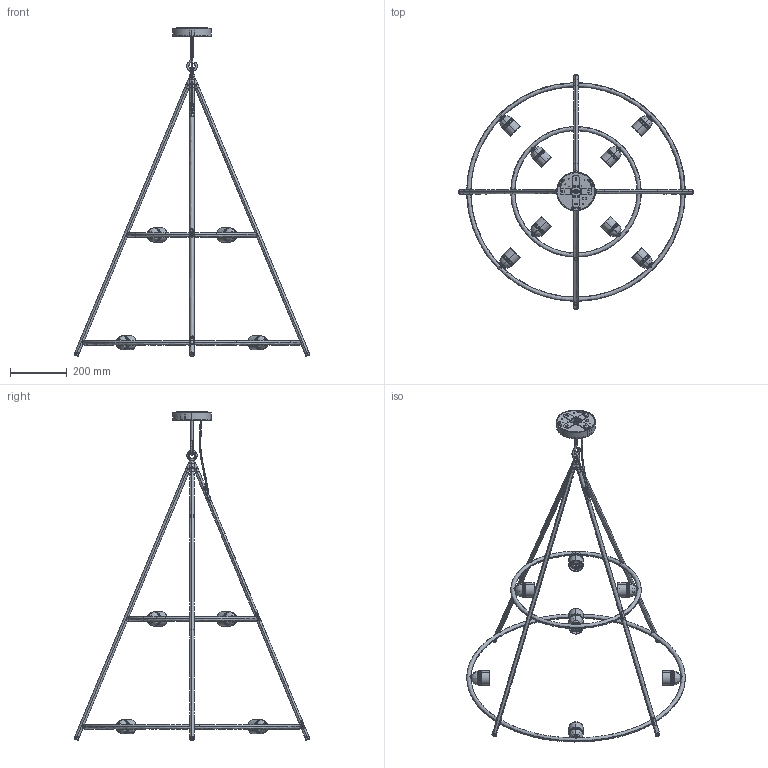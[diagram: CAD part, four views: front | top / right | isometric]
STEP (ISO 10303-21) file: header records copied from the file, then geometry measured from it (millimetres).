
FILE_DESCRIPTION(/* description */ (''),/* implementation_level */ '2;1');
FILE_NAME(/* name */ '108600_--EL PORIS 80 CELING F_USA',/* time_stamp */ '2024-03-22T15:10:31+01:00',/* author */ (''),/* organization */ (''),/* preprocessor_version */ 'ST-DEVELOPER v16.5',/* originating_system */ 'Rhino 7.32',/* authorisation */ '');
FILE_SCHEMA (('CONFIG_CONTROL_DESIGN'));
Products named in the file (1): Document
Bounding box: 830.25 x 830.38 x 1157.58 mm (x, y, z)
Volume: 1226689.4 mm3; surface area: 1135432.8 mm2
Topology: 106 solids, 106 shells, 2470 faces, 6247 edges, 4061 vertices
Faces by surface type: bspline 2470
Entity records: 179999 total; most frequent: CARTESIAN_POINT 102794, B_SPLINE_CURVE_WITH_KNOTS 13999, ORIENTED_EDGE 12418, PCURVE 12418, DEFINITIONAL_REPRESENTATION 12418, SURFACE_CURVE 6209, EDGE_CURVE 6209, VERTEX_POINT 4035
